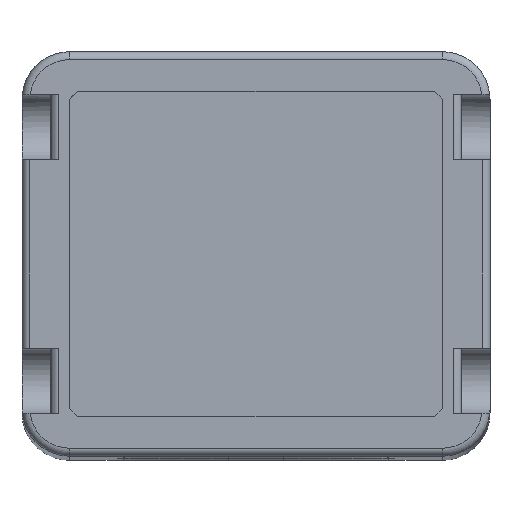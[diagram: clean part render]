
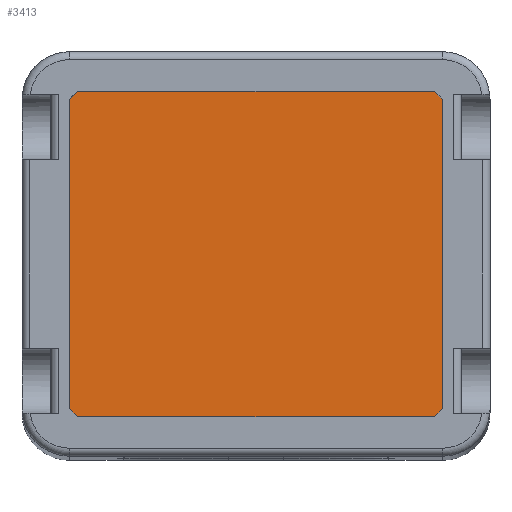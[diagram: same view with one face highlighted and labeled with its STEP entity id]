
A CAD part, top view. The second image highlights one B-rep face of the part: STEP entity #3413.
In plain terms, the highlighted planar face has unit normal (0, 0, 1).
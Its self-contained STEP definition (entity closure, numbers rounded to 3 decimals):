
#175=PLANE('',#3838);
#370=FACE_OUTER_BOUND('',#597,.T.);
#597=EDGE_LOOP('',(#3093,#3094,#3095,#3096,#3097,#3098,#3099,#3100));
#846=LINE('',#6170,#1102);
#847=LINE('',#6173,#1103);
#850=LINE('',#6178,#1106);
#852=LINE('',#6186,#1108);
#853=LINE('',#6189,#1109);
#854=LINE('',#6191,#1110);
#855=LINE('',#6193,#1111);
#856=LINE('',#6194,#1112);
#1102=VECTOR('',#4883,10.);
#1103=VECTOR('',#4886,10.);
#1106=VECTOR('',#4891,10.);
#1108=VECTOR('',#4899,10.);
#1109=VECTOR('',#4902,10.);
#1110=VECTOR('',#4903,10.);
#1111=VECTOR('',#4904,10.);
#1112=VECTOR('',#4905,10.);
#1629=VERTEX_POINT('',#6166);
#1630=VERTEX_POINT('',#6168);
#1631=VERTEX_POINT('',#6172);
#1632=VERTEX_POINT('',#6176);
#1635=VERTEX_POINT('',#6184);
#1636=VERTEX_POINT('',#6188);
#1637=VERTEX_POINT('',#6190);
#1638=VERTEX_POINT('',#6192);
#2117=EDGE_CURVE('',#1630,#1629,#846,.T.);
#2118=EDGE_CURVE('',#1631,#1629,#847,.T.);
#2121=EDGE_CURVE('',#1630,#1632,#850,.T.);
#2125=EDGE_CURVE('',#1631,#1635,#852,.T.);
#2126=EDGE_CURVE('',#1636,#1632,#853,.T.);
#2127=EDGE_CURVE('',#1636,#1637,#854,.T.);
#2128=EDGE_CURVE('',#1638,#1637,#855,.T.);
#2129=EDGE_CURVE('',#1638,#1635,#856,.T.);
#3093=ORIENTED_EDGE('',*,*,#2117,.F.);
#3094=ORIENTED_EDGE('',*,*,#2121,.T.);
#3095=ORIENTED_EDGE('',*,*,#2126,.F.);
#3096=ORIENTED_EDGE('',*,*,#2127,.T.);
#3097=ORIENTED_EDGE('',*,*,#2128,.F.);
#3098=ORIENTED_EDGE('',*,*,#2129,.T.);
#3099=ORIENTED_EDGE('',*,*,#2125,.F.);
#3100=ORIENTED_EDGE('',*,*,#2118,.T.);
#3413=ADVANCED_FACE('',(#370),#175,.T.);
#3838=AXIS2_PLACEMENT_3D('',#6187,#4900,#4901);
#4883=DIRECTION('',(-0.707,-0.707,0.));
#4886=DIRECTION('',(1.,0.,0.));
#4891=DIRECTION('',(0.,1.,0.));
#4899=DIRECTION('',(-0.707,0.707,0.));
#4900=DIRECTION('center_axis',(0.,0.,
1.));
#4901=DIRECTION('ref_axis',(0.,1.,0.));
#4902=DIRECTION('',(0.707,-0.707,0.));
#4903=DIRECTION('',(-1.,0.,0.));
#4904=DIRECTION('',(0.707,0.707,0.));
#4905=DIRECTION('',(0.,-1.,0.));
#6166=CARTESIAN_POINT('',(94.89,-127.5,14.75));
#6168=CARTESIAN_POINT('',(95.39,-127.,14.75));
#6170=CARTESIAN_POINT('',(94.89,-127.5,14.75));
#6172=CARTESIAN_POINT('',(72.39,-127.5,14.75));
#6173=CARTESIAN_POINT('',(95.39,-127.5,14.75));
#6176=CARTESIAN_POINT('',(95.39,-107.5,14.75));
#6178=CARTESIAN_POINT('',(95.39,-107.,14.75));
#6184=CARTESIAN_POINT('',(71.89,-127.,14.75));
#6186=CARTESIAN_POINT('',(72.64,-127.75,14.75));
#6187=CARTESIAN_POINT('Origin',(83.64,-117.25,14.75));
#6188=CARTESIAN_POINT('',(94.89,-107.,14.75));
#6189=CARTESIAN_POINT('',(94.64,-106.75,14.75));
#6190=CARTESIAN_POINT('',(72.39,-107.,14.75));
#6191=CARTESIAN_POINT('',(71.89,-107.,14.75));
#6192=CARTESIAN_POINT('',(71.89,-107.5,14.75));
#6193=CARTESIAN_POINT('',(72.39,-107.,14.75));
#6194=CARTESIAN_POINT('',(71.89,-127.5,14.75));
